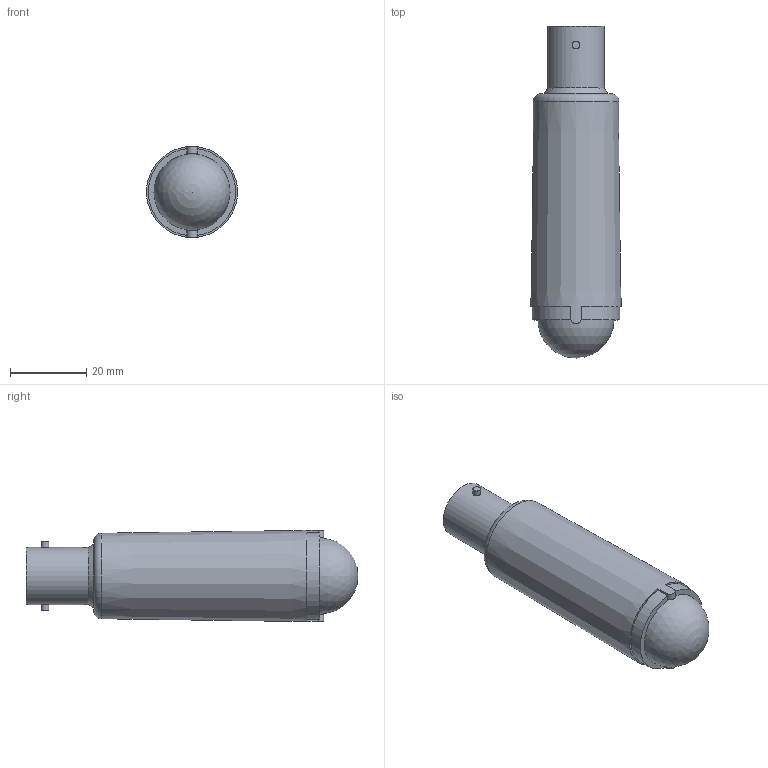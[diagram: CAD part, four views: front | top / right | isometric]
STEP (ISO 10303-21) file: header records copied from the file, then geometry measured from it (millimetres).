
FILE_DESCRIPTION(('STEP AP203'), '1');
FILE_NAME('ﾑﾊﾋ1', '', ('UNSPECIFIED'), ('UNSPECIFIED'), 'ASCON STEP Converter 1.3', 'ASCON Math Kernel', '');
FILE_SCHEMA(('CONFIG_CONTROL_DESIGN'));
Length unit declared in the file: millimetre
Assembly tree (2 placements, depth 2):
  (unnamed)
    (unnamed)
    (unnamed)
Bounding box: 23.89 x 87.3 x 24.1 mm (x, y, z)
Volume: 12738 mm3; surface area: 11185.2 mm2
Topology: 2 solids, 2 shells, 81 faces, 214 edges, 141 vertices
Faces by surface type: plane 53, cylinder 18, cone 7, sphere 2, torus 1
Full cylindrical faces by diameter (mm): 2 x2, 15 x1, 16 x1, 18 x1, 20.5 x1
Entity records: 3495 total; most frequent: CARTESIAN_POINT 745, ORIENTED_EDGE 394, DIRECTION 390, EDGE_CURVE 197, VERTEX_POINT 139, LINE 136, VECTOR 136, AXIS2_PLACEMENT_3D 127
